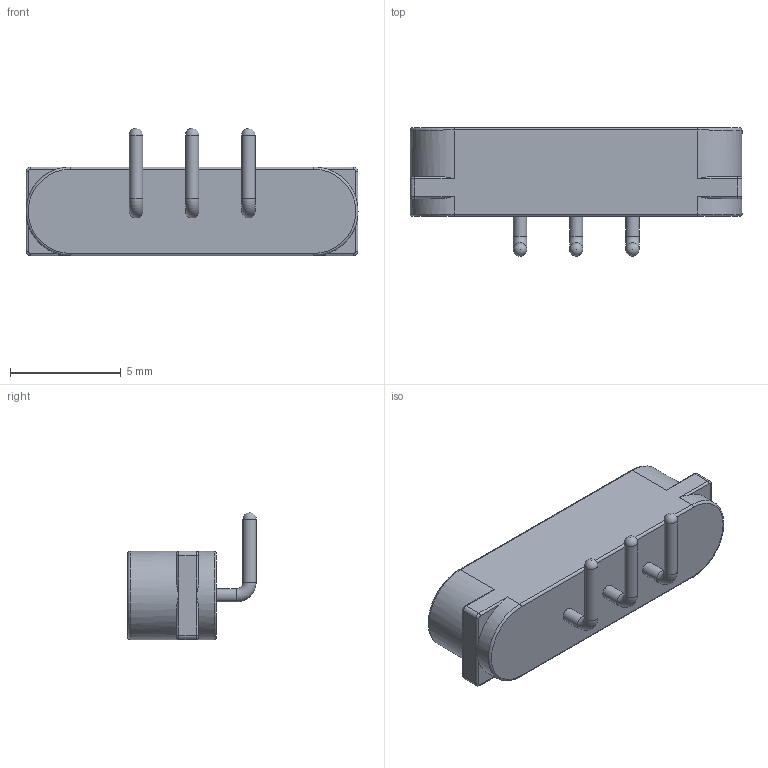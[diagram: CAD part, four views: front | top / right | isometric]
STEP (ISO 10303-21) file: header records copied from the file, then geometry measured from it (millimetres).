
FILE_DESCRIPTION(/* description */ (''),/* implementation_level */ '2;1');
FILE_NAME(/* name */ 'MG03254F-RA v1.step',/* time_stamp */ '2024-10-02T18:25:16+01:00',/* author */ (''),/* organization */ (''),/* preprocessor_version */ 'ST-DEVELOPER v20',/* originating_system */ 'Autodesk Translation Framework v13.14.0.145',/* authorisation */ '');
FILE_SCHEMA (('AUTOMOTIVE_DESIGN { 1 0 10303 214 3 1 1 }'));
Length unit declared in the file: millimetre
Products named in the file (2): MG03254F-RA; Component1
Assembly tree (1 placements, depth 2):
  MG03254F-RA
    Component1
Bounding box: 15 x 5.8 x 5.75 mm (x, y, z)
Volume: 231.8 mm3; surface area: 296.3 mm2
Topology: 4 solids, 4 shells, 85 faces, 188 edges, 115 vertices
Faces by surface type: cylinder 38, plane 24, torus 9, bspline 8, cone 3, sphere 3
Full cylindrical faces by diameter (mm): 0.6 x6, 2.3 x2, 2.7 x2
Entity records: 2437 total; most frequent: CARTESIAN_POINT 500, DIRECTION 429, ORIENTED_EDGE 370, EDGE_CURVE 185, AXIS2_PLACEMENT_3D 180, VERTEX_POINT 115, CIRCLE 100, EDGE_LOOP 92
